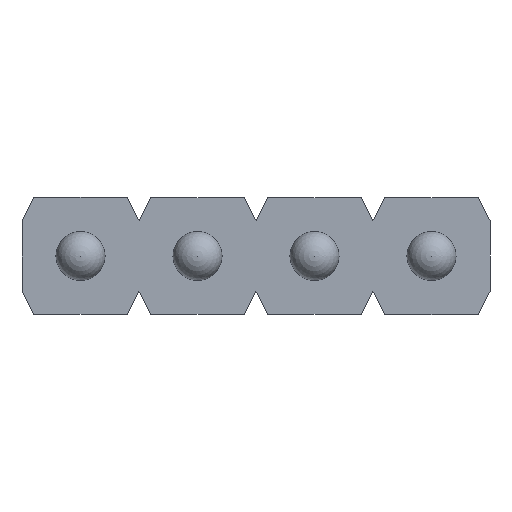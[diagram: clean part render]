
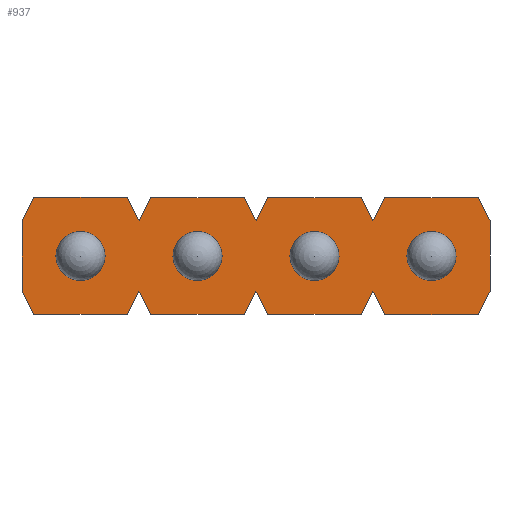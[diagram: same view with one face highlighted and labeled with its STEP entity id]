
A CAD part, front view. The second image highlights one B-rep face of the part: STEP entity #937.
In plain terms, the highlighted face is planar.
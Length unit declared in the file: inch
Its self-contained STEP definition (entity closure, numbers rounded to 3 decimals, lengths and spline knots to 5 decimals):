
#24=FACE_BOUND('',#202,.T.);
#25=FACE_BOUND('',#203,.T.);
#26=FACE_BOUND('',#204,.T.);
#27=FACE_BOUND('',#205,.T.);
#56=CIRCLE('',#1007,0.021);
#59=CIRCLE('',#1012,0.021);
#62=CIRCLE('',#1025,0.021);
#63=CIRCLE('',#1026,0.021);
#143=FACE_OUTER_BOUND('',#201,.T.);
#201=EDGE_LOOP('',(#771,#772,#773,#774,#775,#776,#777,#778,#779,#780,#781,
#782,#783,#784,#785,#786,#787,#788,#789,#790,#791,#792,#793,#794,#795,#796));
#202=EDGE_LOOP('',(#797));
#203=EDGE_LOOP('',(#798));
#204=EDGE_LOOP('',(#799));
#205=EDGE_LOOP('',(#800));
#227=LINE('',#1338,#317);
#231=LINE('',#1347,#321);
#237=LINE('',#1360,#327);
#240=LINE('',#1366,#330);
#242=LINE('',#1370,#332);
#246=LINE('',#1376,#336);
#247=LINE('',#1380,#337);
#253=LINE('',#1393,#343);
#256=LINE('',#1399,#346);
#258=LINE('',#1403,#348);
#262=LINE('',#1409,#352);
#267=LINE('',#1445,#357);
#272=LINE('',#1468,#362);
#273=LINE('',#1472,#363);
#276=LINE('',#1479,#366);
#282=LINE('',#1492,#372);
#286=LINE('',#1499,#376);
#289=LINE('',#1505,#379);
#298=LINE('',#1525,#388);
#299=LINE('',#1527,#389);
#300=LINE('',#1529,#390);
#301=LINE('',#1531,#391);
#302=LINE('',#1533,#392);
#303=LINE('',#1535,#393);
#304=LINE('',#1537,#394);
#305=LINE('',#1538,#395);
#317=VECTOR('',#1067,0.3937);
#321=VECTOR('',#1073,0.3937);
#327=VECTOR('',#1081,0.3937);
#330=VECTOR('',#1086,0.3937);
#332=VECTOR('',#1090,0.3937);
#336=VECTOR('',#1096,0.3937);
#337=VECTOR('',#1099,0.3937);
#343=VECTOR('',#1107,0.3937);
#346=VECTOR('',#1112,0.3937);
#348=VECTOR('',#1116,0.3937);
#352=VECTOR('',#1122,0.3937);
#357=VECTOR('',#1165,0.3937);
#362=VECTOR('',#1194,0.3937);
#363=VECTOR('',#1199,0.3937);
#366=VECTOR('',#1204,0.3937);
#372=VECTOR('',#1212,0.3937);
#376=VECTOR('',#1218,0.3937);
#379=VECTOR('',#1223,0.3937);
#388=VECTOR('',#1240,0.3937);
#389=VECTOR('',#1243,0.3937);
#390=VECTOR('',#1244,0.3937);
#391=VECTOR('',#1245,0.3937);
#392=VECTOR('',#1246,0.3937);
#393=VECTOR('',#1247,0.3937);
#394=VECTOR('',#1248,0.3937);
#395=VECTOR('',#1249,0.3937);
#407=VERTEX_POINT('',#1336);
#408=VERTEX_POINT('',#1337);
#411=VERTEX_POINT('',#1345);
#412=VERTEX_POINT('',#1346);
#417=VERTEX_POINT('',#1357);
#418=VERTEX_POINT('',#1359);
#420=VERTEX_POINT('',#1365);
#421=VERTEX_POINT('',#1369);
#423=VERTEX_POINT('',#1378);
#424=VERTEX_POINT('',#1379);
#429=VERTEX_POINT('',#1390);
#430=VERTEX_POINT('',#1392);
#432=VERTEX_POINT('',#1398);
#433=VERTEX_POINT('',#1402);
#449=VERTEX_POINT('',#1454);
#452=VERTEX_POINT('',#1463);
#453=VERTEX_POINT('',#1471);
#455=VERTEX_POINT('',#1477);
#456=VERTEX_POINT('',#1478);
#461=VERTEX_POINT('',#1489);
#462=VERTEX_POINT('',#1491);
#464=VERTEX_POINT('',#1497);
#466=VERTEX_POINT('',#1503);
#474=VERTEX_POINT('',#1528);
#475=VERTEX_POINT('',#1530);
#476=VERTEX_POINT('',#1532);
#477=VERTEX_POINT('',#1534);
#478=VERTEX_POINT('',#1536);
#479=VERTEX_POINT('',#1539);
#480=VERTEX_POINT('',#1541);
#495=EDGE_CURVE('',#407,#408,#227,.T.);
#499=EDGE_CURVE('',#411,#412,#231,.T.);
#505=EDGE_CURVE('',#417,#418,#237,.T.);
#508=EDGE_CURVE('',#418,#420,#240,.T.);
#510=EDGE_CURVE('',#412,#421,#242,.T.);
#514=EDGE_CURVE('',#420,#411,#246,.T.);
#515=EDGE_CURVE('',#423,#424,#247,.T.);
#521=EDGE_CURVE('',#429,#430,#253,.T.);
#524=EDGE_CURVE('',#430,#432,#256,.T.);
#526=EDGE_CURVE('',#421,#433,#258,.T.);
#530=EDGE_CURVE('',#433,#429,#262,.T.);
#547=EDGE_CURVE('',#408,#417,#267,.T.);
#551=EDGE_CURVE('',#449,#449,#56,.T.);
#555=EDGE_CURVE('',#452,#452,#59,.T.);
#558=EDGE_CURVE('',#432,#423,#272,.T.);
#559=EDGE_CURVE('',#407,#453,#273,.T.);
#562=EDGE_CURVE('',#455,#456,#276,.T.);
#568=EDGE_CURVE('',#462,#461,#282,.T.);
#572=EDGE_CURVE('',#461,#464,#286,.T.);
#575=EDGE_CURVE('',#456,#466,#289,.T.);
#586=EDGE_CURVE('',#464,#455,#298,.T.);
#587=EDGE_CURVE('',#453,#462,#299,.T.);
#588=EDGE_CURVE('',#466,#474,#300,.T.);
#589=EDGE_CURVE('',#474,#475,#301,.T.);
#590=EDGE_CURVE('',#475,#476,#302,.T.);
#591=EDGE_CURVE('',#476,#477,#303,.T.);
#592=EDGE_CURVE('',#477,#478,#304,.T.);
#593=EDGE_CURVE('',#478,#424,#305,.T.);
#594=EDGE_CURVE('',#479,#479,#62,.T.);
#595=EDGE_CURVE('',#480,#480,#63,.T.);
#771=ORIENTED_EDGE('',*,*,#559,.T.);
#772=ORIENTED_EDGE('',*,*,#587,.T.);
#773=ORIENTED_EDGE('',*,*,#568,.T.);
#774=ORIENTED_EDGE('',*,*,#572,.T.);
#775=ORIENTED_EDGE('',*,*,#586,.T.);
#776=ORIENTED_EDGE('',*,*,#562,.T.);
#777=ORIENTED_EDGE('',*,*,#575,.T.);
#778=ORIENTED_EDGE('',*,*,#588,.T.);
#779=ORIENTED_EDGE('',*,*,#589,.T.);
#780=ORIENTED_EDGE('',*,*,#590,.T.);
#781=ORIENTED_EDGE('',*,*,#591,.T.);
#782=ORIENTED_EDGE('',*,*,#592,.T.);
#783=ORIENTED_EDGE('',*,*,#593,.T.);
#784=ORIENTED_EDGE('',*,*,#515,.F.);
#785=ORIENTED_EDGE('',*,*,#558,.F.);
#786=ORIENTED_EDGE('',*,*,#524,.F.);
#787=ORIENTED_EDGE('',*,*,#521,.F.);
#788=ORIENTED_EDGE('',*,*,#530,.F.);
#789=ORIENTED_EDGE('',*,*,#526,.F.);
#790=ORIENTED_EDGE('',*,*,#510,.F.);
#791=ORIENTED_EDGE('',*,*,#499,.F.);
#792=ORIENTED_EDGE('',*,*,#514,.F.);
#793=ORIENTED_EDGE('',*,*,#508,.F.);
#794=ORIENTED_EDGE('',*,*,#505,.F.);
#795=ORIENTED_EDGE('',*,*,#547,.F.);
#796=ORIENTED_EDGE('',*,*,#495,.F.);
#797=ORIENTED_EDGE('',*,*,#551,.F.);
#798=ORIENTED_EDGE('',*,*,#555,.F.);
#799=ORIENTED_EDGE('',*,*,#594,.T.);
#800=ORIENTED_EDGE('',*,*,#595,.T.);
#895=PLANE('',#1024);
#937=ADVANCED_FACE('',(#143,#24,#25,#26,#27),#895,.T.);
#1007=AXIS2_PLACEMENT_3D('',#1455,#1177,#1178);
#1012=AXIS2_PLACEMENT_3D('',#1464,#1188,#1189);
#1024=AXIS2_PLACEMENT_3D('',#1526,#1241,#1242);
#1025=AXIS2_PLACEMENT_3D('',#1540,#1250,#1251);
#1026=AXIS2_PLACEMENT_3D('',#1542,#1252,#1253);
#1067=DIRECTION('',(0.447,0.894,0.));
#1073=DIRECTION('',(0.447,-0.894,0.));
#1081=DIRECTION('',(0.447,-0.894,0.));
#1086=DIRECTION('',(0.447,0.894,0.));
#1090=DIRECTION('',(0.,-1.,0.));
#1096=DIRECTION('',(1.,0.,0.));
#1099=DIRECTION('',(-0.447,0.894,0.));
#1107=DIRECTION('',(-0.447,0.894,0.));
#1112=DIRECTION('',(-0.447,-0.894,0.));
#1116=DIRECTION('',(-0.447,-0.894,0.));
#1122=DIRECTION('',(-1.,0.,0.));
#1165=DIRECTION('',(1.,0.,0.));
#1177=DIRECTION('center_axis',(0.,0.,1.));
#1178=DIRECTION('ref_axis',(-1.,0.,0.));
#1188=DIRECTION('center_axis',(0.,0.,1.));
#1189=DIRECTION('ref_axis',(-1.,0.,0.));
#1194=DIRECTION('',(-1.,0.,0.));
#1199=DIRECTION('',(-0.447,0.894,0.));
#1204=DIRECTION('',(-0.447,-0.894,0.));
#1212=DIRECTION('',(-0.447,-0.894,0.));
#1218=DIRECTION('',(-0.447,0.894,0.));
#1223=DIRECTION('',(0.,-1.,0.));
#1240=DIRECTION('',(-1.,0.,0.));
#1241=DIRECTION('center_axis',(0.,0.,1.));
#1242=DIRECTION('ref_axis',(1.,0.,0.));
#1243=DIRECTION('',(-1.,0.,0.));
#1244=DIRECTION('',(0.447,-0.894,0.));
#1245=DIRECTION('',(1.,0.,0.));
#1246=DIRECTION('',(0.447,0.894,0.));
#1247=DIRECTION('',(0.447,-0.894,0.));
#1248=DIRECTION('',(1.,0.,0.));
#1249=DIRECTION('',(0.447,0.894,0.));
#1250=DIRECTION('center_axis',(0.,0.,-1.));
#1251=DIRECTION('ref_axis',(1.,0.,0.));
#1252=DIRECTION('center_axis',(0.,0.,-1.));
#1253=DIRECTION('ref_axis',(1.,0.,0.));
#1336=CARTESIAN_POINT('',(0.,0.03,0.));
#1337=CARTESIAN_POINT('',(0.01,0.05,0.));
#1338=CARTESIAN_POINT('',(0.009,0.048,0.));
#1345=CARTESIAN_POINT('',(0.19,0.05,0.));
#1346=CARTESIAN_POINT('',(0.2,0.03,0.));
#1347=CARTESIAN_POINT('',(0.196,0.038,0.));
#1357=CARTESIAN_POINT('',(0.09,0.05,0.));
#1359=CARTESIAN_POINT('',(0.1,0.03,0.));
#1360=CARTESIAN_POINT('',(0.106,0.018,0.));
#1365=CARTESIAN_POINT('',(0.11,0.05,0.));
#1366=CARTESIAN_POINT('',(0.099,0.028,0.));
#1369=CARTESIAN_POINT('',(0.2,-0.03,0.));
#1370=CARTESIAN_POINT('',(0.2,0.05,0.));
#1376=CARTESIAN_POINT('',(0.,0.05,0.));
#1378=CARTESIAN_POINT('',(0.01,-0.05,0.));
#1379=CARTESIAN_POINT('',(0.,-0.03,0.));
#1380=CARTESIAN_POINT('',(0.009,-0.048,0.));
#1390=CARTESIAN_POINT('',(0.11,-0.05,0.));
#1392=CARTESIAN_POINT('',(0.1,-0.03,0.));
#1393=CARTESIAN_POINT('',(0.099,-0.028,0.));
#1398=CARTESIAN_POINT('',(0.09,-0.05,0.));
#1399=CARTESIAN_POINT('',(0.106,-0.018,0.));
#1402=CARTESIAN_POINT('',(0.19,-0.05,0.));
#1403=CARTESIAN_POINT('',(0.196,-0.038,0.));
#1409=CARTESIAN_POINT('',(0.2,-0.05,0.));
#1445=CARTESIAN_POINT('',(0.,0.05,0.));
#1454=CARTESIAN_POINT('',(0.071,0.,0.));
#1455=CARTESIAN_POINT('Origin',(0.05,0.,0.));
#1463=CARTESIAN_POINT('',(0.171,0.,0.));
#1464=CARTESIAN_POINT('Origin',(0.15,0.,0.));
#1468=CARTESIAN_POINT('',(0.2,-0.05,0.));
#1471=CARTESIAN_POINT('',(-0.01,0.05,0.));
#1472=CARTESIAN_POINT('',(-0.009,0.048,0.));
#1477=CARTESIAN_POINT('',(-0.19,0.05,0.));
#1478=CARTESIAN_POINT('',(-0.2,0.03,0.));
#1479=CARTESIAN_POINT('',(-0.196,0.038,0.));
#1489=CARTESIAN_POINT('',(-0.1,0.03,0.));
#1491=CARTESIAN_POINT('',(-0.09,0.05,0.));
#1492=CARTESIAN_POINT('',(-0.106,0.018,0.));
#1497=CARTESIAN_POINT('',(-0.11,0.05,0.));
#1499=CARTESIAN_POINT('',(-0.099,0.028,0.));
#1503=CARTESIAN_POINT('',(-0.2,-0.03,0.));
#1505=CARTESIAN_POINT('',(-0.2,0.05,0.));
#1525=CARTESIAN_POINT('',(0.,0.05,0.));
#1526=CARTESIAN_POINT('Origin',(-0.1,0.,0.));
#1527=CARTESIAN_POINT('',(0.,0.05,0.));
#1528=CARTESIAN_POINT('',(-0.19,-0.05,0.));
#1529=CARTESIAN_POINT('',(-0.196,-0.038,0.));
#1530=CARTESIAN_POINT('',(-0.11,-0.05,0.));
#1531=CARTESIAN_POINT('',(-0.2,-0.05,0.));
#1532=CARTESIAN_POINT('',(-0.1,-0.03,0.));
#1533=CARTESIAN_POINT('',(-0.099,-0.028,0.));
#1534=CARTESIAN_POINT('',(-0.09,-0.05,0.));
#1535=CARTESIAN_POINT('',(-0.106,-0.018,0.));
#1536=CARTESIAN_POINT('',(-0.01,-0.05,0.));
#1537=CARTESIAN_POINT('',(-0.2,-0.05,0.));
#1538=CARTESIAN_POINT('',(-0.009,-0.048,0.));
#1539=CARTESIAN_POINT('',(-0.171,0.,0.));
#1540=CARTESIAN_POINT('Origin',(-0.15,0.,0.));
#1541=CARTESIAN_POINT('',(-0.071,0.,0.));
#1542=CARTESIAN_POINT('Origin',(-0.05,0.,0.));
